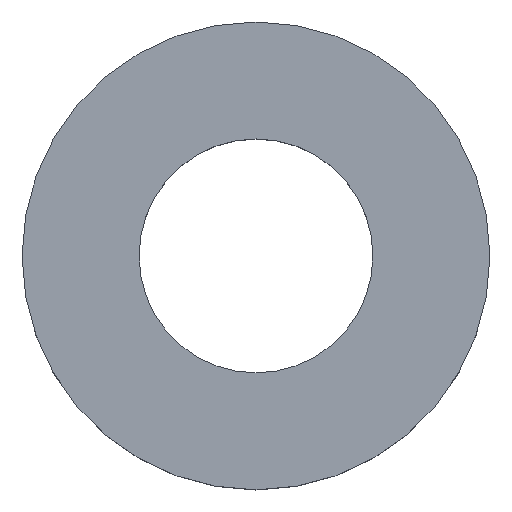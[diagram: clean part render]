
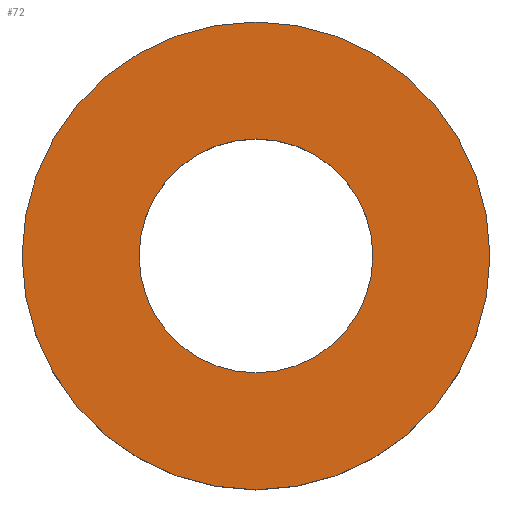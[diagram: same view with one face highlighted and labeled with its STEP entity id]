
A CAD part, top view. The second image highlights one B-rep face of the part: STEP entity #72.
In plain terms, the highlighted planar face has unit normal (0, 0, 1).
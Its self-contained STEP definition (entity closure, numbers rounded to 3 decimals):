
#30=FACE_BOUND('',#40,.T.);
#34=FACE_OUTER_BOUND('',#39,.T.);
#39=EDGE_LOOP('',(#65));
#40=EDGE_LOOP('',(#66));
#43=CIRCLE('',#93,1.5);
#44=CIRCLE('',#95,3.);
#47=VERTEX_POINT('',#136);
#48=VERTEX_POINT('',#140);
#52=EDGE_CURVE('',#47,#47,#43,.T.);
#53=EDGE_CURVE('',#48,#48,#44,.T.);
#65=ORIENTED_EDGE('',*,*,#53,.T.);
#66=ORIENTED_EDGE('',*,*,#52,.T.);
#68=PLANE('',#96);
#72=ADVANCED_FACE('',(#34,#30),#68,.T.);
#93=AXIS2_PLACEMENT_3D('',#138,#114,#115);
#95=AXIS2_PLACEMENT_3D('',#141,#118,#119);
#96=AXIS2_PLACEMENT_3D('',#143,#121,#122);
#114=DIRECTION('center_axis',(0.,0.,-1.));
#115=DIRECTION('ref_axis',(1.,0.,0.));
#118=DIRECTION('center_axis',(0.,0.,1.));
#119=DIRECTION('ref_axis',(1.,0.,0.));
#121=DIRECTION('center_axis',(0.,0.,1.));
#122=DIRECTION('ref_axis',(1.,0.,0.));
#136=CARTESIAN_POINT('',(-41.231,25.663,4.));
#138=CARTESIAN_POINT('Origin',(-39.731,25.663,4.));
#140=CARTESIAN_POINT('',(-42.731,25.663,4.));
#141=CARTESIAN_POINT('Origin',(-39.731,25.663,4.));
#143=CARTESIAN_POINT('Origin',(-39.731,25.663,4.));
